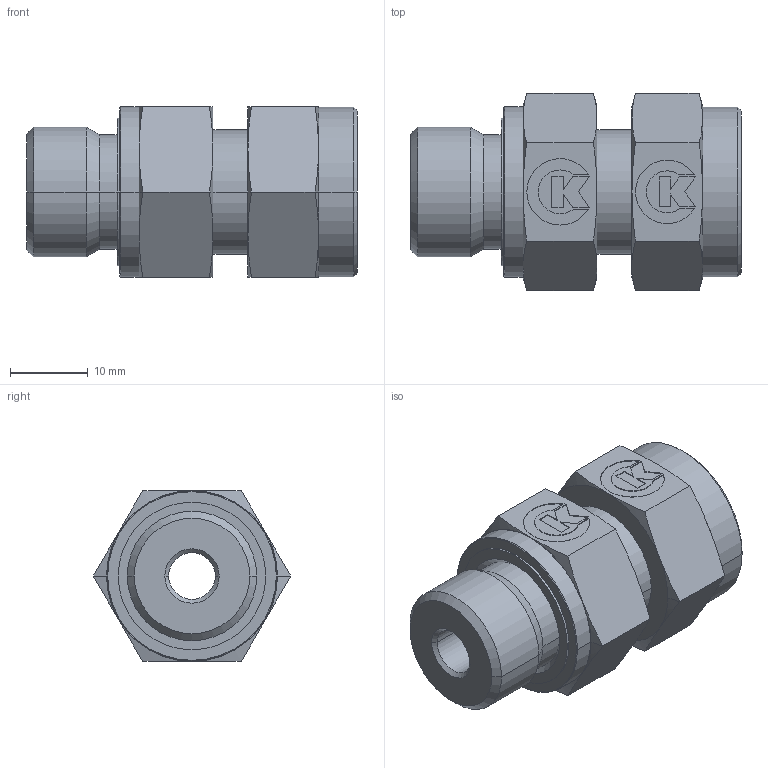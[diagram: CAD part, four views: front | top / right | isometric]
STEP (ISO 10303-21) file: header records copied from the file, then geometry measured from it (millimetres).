
FILE_DESCRIPTION( ( '' ), '1' );
FILE_NAME( '117103818.stp', '2012-08-13T13:13:16', ( '' ), ( '' ), ' ', ' ', ' ' );
FILE_SCHEMA( ( 'CONFIG_CONTROL_DESIGN' ) );
Length unit declared in the file: millimetre
Products named in the file (2): 1; 2
Bounding box: 42.6 x 25.4 x 22 mm (x, y, z)
Volume: 11769.1 mm3; surface area: 6197.3 mm2
Topology: 2 solids, 2 shells, 179 faces, 420 edges, 262 vertices
Faces by surface type: plane 85, cone 54, cylinder 34, torus 6
Entity records: 5130 total; most frequent: CARTESIAN_POINT 959, DIRECTION 874, ORIENTED_EDGE 840, EDGE_CURVE 420, AXIS2_PLACEMENT_3D 321, VERTEX_POINT 262, LINE 232, VECTOR 232
